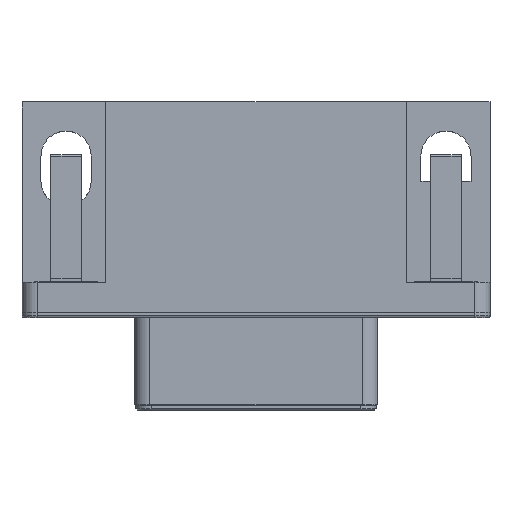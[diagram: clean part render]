
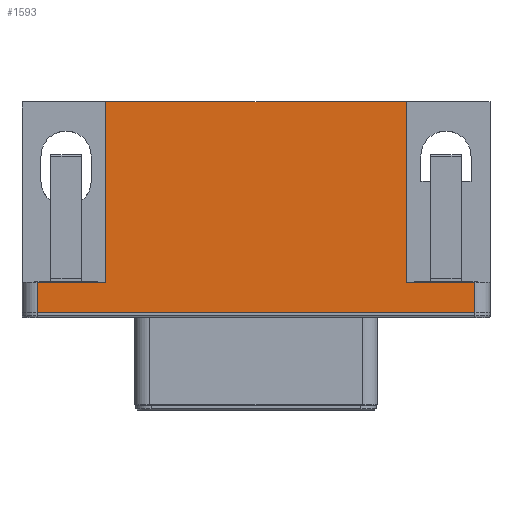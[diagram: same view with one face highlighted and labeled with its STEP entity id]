
A CAD part, top view. The second image highlights one B-rep face of the part: STEP entity #1593.
In plain terms, the highlighted planar face has unit normal (0, 0, 1).
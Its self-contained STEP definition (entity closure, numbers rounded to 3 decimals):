
#36=DIRECTION('',(0.,-1.,0.));
#37=DIRECTION('',(0.,0.,1.));
#52=DIRECTION('',(0.,1.,0.));
#112=VECTOR('',#113,1.);
#113=DIRECTION('',(1.,0.,0.));
#173=VECTOR('',#174,1.);
#174=DIRECTION('',(-1.,0.,0.));
#191=DIRECTION('',(0.,1.,0.));
#200=VECTOR('',#36,1.);
#1117=VERTEX_POINT('',#1118);
#1118=CARTESIAN_POINT('',(10.393,-12.31,12.5));
#1152=VERTEX_POINT('',#1153);
#1153=CARTESIAN_POINT('',(-18.408,-12.31,12.5));
#1156=ORIENTED_EDGE('',*,*,#1157,.F.);
#1157=EDGE_CURVE('',#1117,#1152,#1158,.T.);
#1158=LINE('',#1159,#173);
#1159=CARTESIAN_POINT('',(11.393,-12.31,12.5));
#1544=EDGE_CURVE('',#1117,#1545,#1547,.T.);
#1545=VERTEX_POINT('',#1546);
#1546=CARTESIAN_POINT('',(10.393,-10.31,12.5));
#1547=LINE('',#1118,#1548);
#1548=VECTOR('',#191,1.);
#1586=VECTOR('',#52,1.);
#1593=ADVANCED_FACE('',(#1594),#1629,.T.);
#1594=FACE_BOUND('',#1595,.T.);
#1595=EDGE_LOOP('',(#1156,#1596,#1597,#1602,#1608,#1614,#1620,#1626));
#1596=ORIENTED_EDGE('',*,*,#1544,.T.);
#1597=ORIENTED_EDGE('',*,*,#1598,.F.);
#1598=EDGE_CURVE('',#1599,#1545,#1601,.T.);
#1599=VERTEX_POINT('',#1600);
#1600=CARTESIAN_POINT('',(5.893,-10.31,12.5));
#1601=LINE('',#1546,#112);
#1602=ORIENTED_EDGE('',*,*,#1603,.F.);
#1603=EDGE_CURVE('',#1604,#1599,#1606,.T.);
#1604=VERTEX_POINT('',#1605);
#1605=CARTESIAN_POINT('',(5.893,1.58,12.5));
#1606=LINE('',#1607,#200);
#1607=CARTESIAN_POINT('',(5.893,-11.31,12.5));
#1608=ORIENTED_EDGE('',*,*,#1609,.T.);
#1609=EDGE_CURVE('',#1604,#1610,#1612,.T.);
#1610=VERTEX_POINT('',#1611);
#1611=CARTESIAN_POINT('',(-13.908,1.58,12.5));
#1612=LINE('',#1613,#173);
#1613=CARTESIAN_POINT('',(11.393,1.58,12.5));
#1614=ORIENTED_EDGE('',*,*,#1615,.F.);
#1615=EDGE_CURVE('',#1616,#1610,#1618,.T.);
#1616=VERTEX_POINT('',#1617);
#1617=CARTESIAN_POINT('',(-13.908,-10.31,12.5));
#1618=LINE('',#1619,#1586);
#1619=CARTESIAN_POINT('',(-13.908,-11.31,12.5));
#1620=ORIENTED_EDGE('',*,*,#1621,.F.);
#1621=EDGE_CURVE('',#1622,#1616,#1624,.T.);
#1622=VERTEX_POINT('',#1623);
#1623=CARTESIAN_POINT('',(-18.408,-10.31,12.5));
#1624=LINE('',#1625,#112);
#1625=CARTESIAN_POINT('',(-3.008,-10.31,12.5));
#1626=ORIENTED_EDGE('',*,*,#1627,.F.);
#1627=EDGE_CURVE('',#1152,#1622,#1628,.T.);
#1628=LINE('',#1153,#1548);
#1629=PLANE('',#1630);
#1630=AXIS2_PLACEMENT_3D('',#1159,#37,#174);
